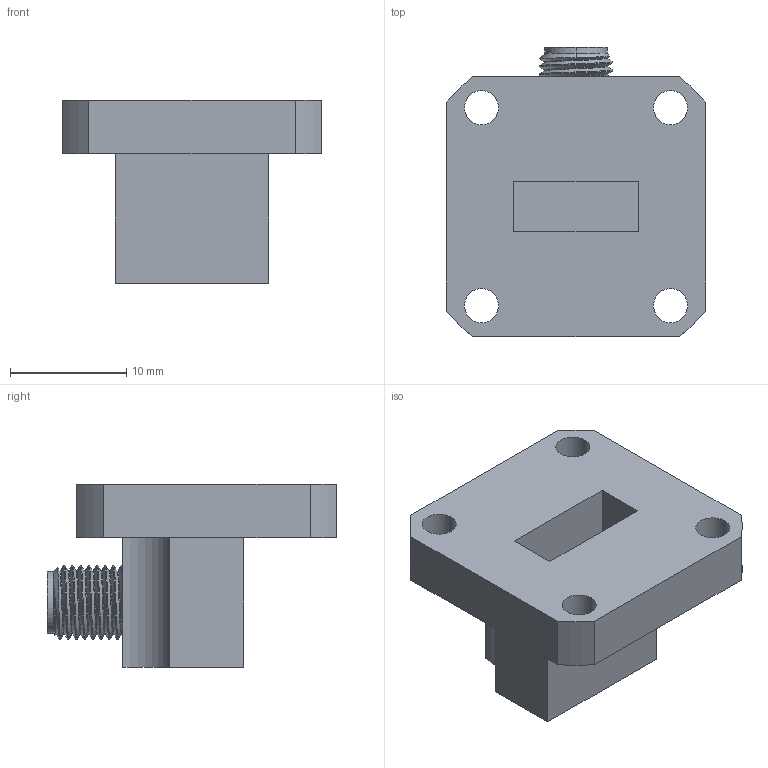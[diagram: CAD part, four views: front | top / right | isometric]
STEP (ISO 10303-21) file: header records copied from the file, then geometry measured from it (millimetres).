
FILE_DESCRIPTION (( 'STEP AP203' ), '1' );
FILE_NAME ('PEWCA1022.step', '2019-08-09T16:43:35', ( '' ), ( '' ), 'SwSTEP 2.0', 'SolidWorks 2018', '' );
FILE_SCHEMA (( 'CONFIG_CONTROL_DESIGN' ));
Length unit declared in the file: inch
Products named in the file (1): PEWCA1022
Bounding box: 22.35 x 24.89 x 15.76 mm (x, y, z)
Volume: 2929.1 mm3; surface area: 2803.9 mm2
Topology: 3 solids, 3 shells, 102 faces, 271 edges, 179 vertices
Faces by surface type: cylinder 45, plane 45, cone 8, bspline 4
Entity records: 4823 total; most frequent: CARTESIAN_POINT 2275, ORIENTED_EDGE 542, DIRECTION 494, EDGE_CURVE 271, AXIS2_PLACEMENT_3D 180, VERTEX_POINT 179, VECTOR 134, LINE 134
